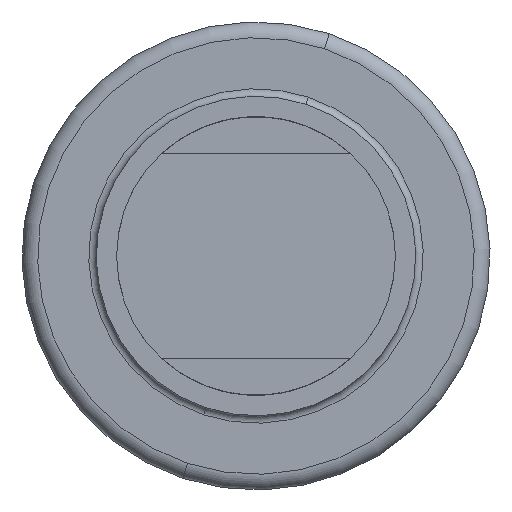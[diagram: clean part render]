
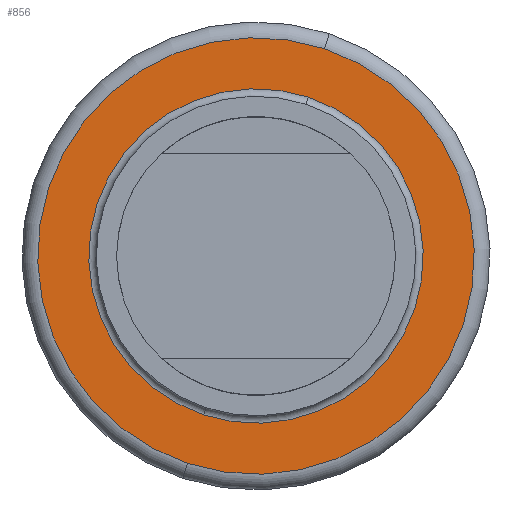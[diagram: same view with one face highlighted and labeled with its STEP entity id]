
A CAD part, left-side view. The second image highlights one B-rep face of the part: STEP entity #856.
In plain terms, the highlighted planar face has unit normal (-1, 0, 0).
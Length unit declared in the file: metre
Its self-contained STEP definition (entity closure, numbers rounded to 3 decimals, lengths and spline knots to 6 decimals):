
#856=ADVANCED_FACE('0:222',(#1950,#1951),#1952,.F.);
#1950=FACE_OUTER_BOUND('',#3308,.T.);
#1951=FACE_BOUND('',#3309,.T.);
#1952=PLANE('',#3310);
#3308=EDGE_LOOP('',(#5518,#5519));
#3309=EDGE_LOOP('',(#5520,#5521));
#3310=AXIS2_PLACEMENT_3D('',#5522,#5523,#5524);
#5518=ORIENTED_EDGE('',*,*,#7813,.F.);
#5519=ORIENTED_EDGE('',*,*,#7809,.F.);
#5520=ORIENTED_EDGE('',*,*,#8207,.T.);
#5521=ORIENTED_EDGE('',*,*,#7982,.T.);
#5522=CARTESIAN_POINT('',(-0.03519,0.007357,-0.022319));
#5523=DIRECTION('',(1.0,0.,0.));
#5524=DIRECTION('',(0.,0.068,-0.998));
#7809=EDGE_CURVE('',#9236,#9238,#9239,.T.);
#7813=EDGE_CURVE('0:423',#9238,#9236,#9243,.T.);
#7982=EDGE_CURVE('',#9460,#9464,#9466,.T.);
#8207=EDGE_CURVE('0:660',#9464,#9460,#9747,.T.);
#9236=VERTEX_POINT('',#11048);
#9238=VERTEX_POINT('',#11050);
#9239=CIRCLE('',#11051,0.0235);
#9243=CIRCLE('',#11055,0.0235);
#9460=VERTEX_POINT('',#11318);
#9464=VERTEX_POINT('',#11322);
#9466=CIRCLE('',#11324,0.018);
#9747=CIRCLE('',#11639,0.018);
#11048=CARTESIAN_POINT('',(-0.03519,0.007357,-0.022319));
#11050=CARTESIAN_POINT('',(-0.03519,-0.007357,0.022319));
#11051=AXIS2_PLACEMENT_3D('',#13196,#13197,#13198);
#11055=AXIS2_PLACEMENT_3D('',#13205,#13206,#13207);
#11318=CARTESIAN_POINT('',(-0.03519,-0.005635,0.017095));
#11322=CARTESIAN_POINT('',(-0.03519,0.005635,-0.017095));
#11324=AXIS2_PLACEMENT_3D('',#13479,#13480,#13481);
#11639=AXIS2_PLACEMENT_3D('',#13867,#13868,#13869);
#13196=CARTESIAN_POINT('',(-0.03519,0.,0.));
#13197=DIRECTION('',(1.0,0.,0.));
#13198=DIRECTION('',(0.,-0.313,0.95));
#13205=CARTESIAN_POINT('',(-0.03519,0.,0.));
#13206=DIRECTION('',(1.0,0.,0.));
#13207=DIRECTION('',(0.,-0.313,0.95));
#13479=CARTESIAN_POINT('',(-0.03519,0.,0.));
#13480=DIRECTION('',(1.0,0.,0.));
#13481=DIRECTION('',(0.,-0.313,0.95));
#13867=CARTESIAN_POINT('',(-0.03519,0.,0.));
#13868=DIRECTION('',(1.0,0.,0.));
#13869=DIRECTION('',(0.,-0.313,0.95));
